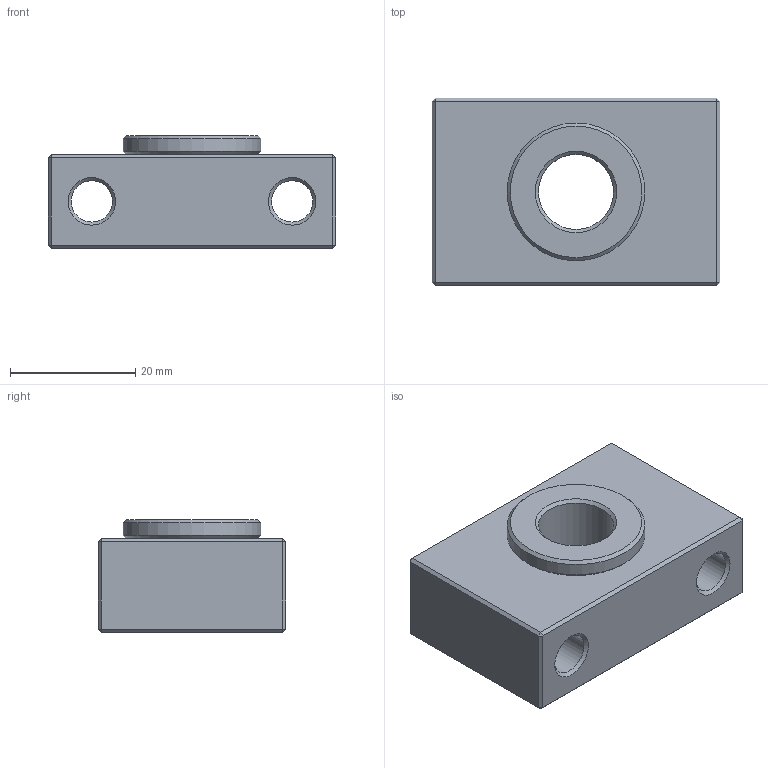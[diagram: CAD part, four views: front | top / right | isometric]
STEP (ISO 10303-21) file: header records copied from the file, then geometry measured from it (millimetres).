
FILE_DESCRIPTION(/* description */ (''),/* implementation_level */ '2;1');
FILE_NAME(/* name */ 'CAD_108234.stp',/* time_stamp */ '2021-01-19T10:04:49+01:00',/* author */ ('Hypex'),/* organization */ ('Hypex'),/* preprocessor_version */ 'ST-DEVELOPER v18',/* originating_system */ 'Autodesk Inventor 2020',/* authorisation */ '');
FILE_SCHEMA (('AUTOMOTIVE_DESIGN { 1 0 10303 214 3 1 1 }'));
Length unit declared in the file: millimetre
Products named in the file (1): CAD_108234
Bounding box: 46 x 30 x 18 mm (x, y, z)
Volume: 16800.1 mm3; surface area: 8714.8 mm2
Topology: 2 solids, 2 shells, 49 faces, 118 edges, 76 vertices
Faces by surface type: plane 31, cone 10, cylinder 8
Full cylindrical faces by diameter (mm): 6.6 x2, 11 x2, 12 x1, 18 x2, 22 x1
Entity records: 1554 total; most frequent: DIRECTION 270, CARTESIAN_POINT 244, ORIENTED_EDGE 236, EDGE_CURVE 118, AXIS2_PLACEMENT_3D 102, VERTEX_POINT 76, LINE 66, VECTOR 66
